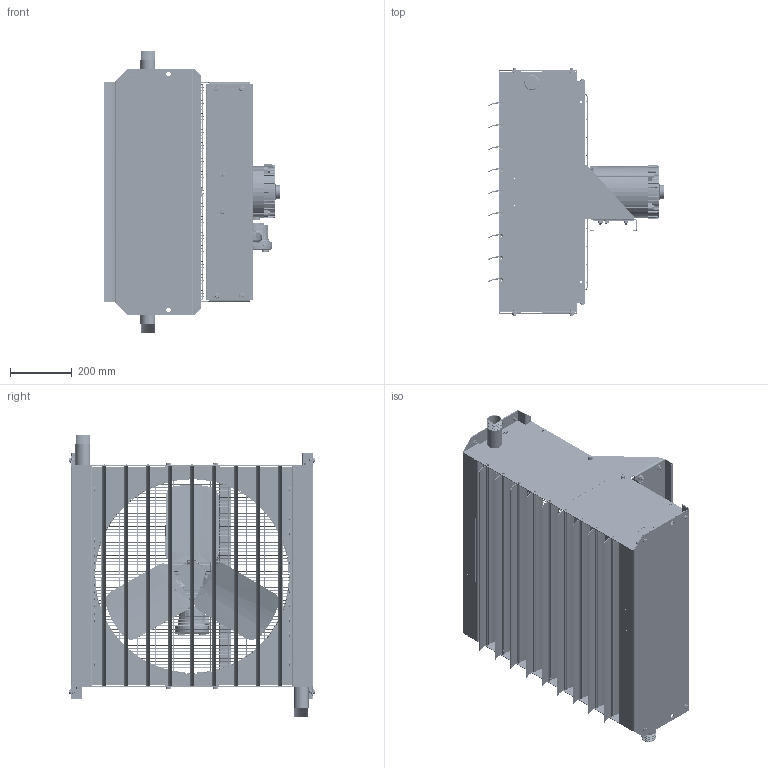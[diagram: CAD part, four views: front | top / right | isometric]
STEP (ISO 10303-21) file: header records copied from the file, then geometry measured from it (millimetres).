
FILE_DESCRIPTION (( 'STEP AP214' ), '1' );
FILE_NAME ('HHP2-24-GA.STEP', '2018-02-13T21:23:57', ( 'jose' ), ( 'Microsoft' ), 'SwSTEP 2.0', 'SolidWorks 2018', '' );
FILE_SCHEMA (( 'AUTOMOTIVE_DESIGN' ));
Length unit declared in the file: inch
Products named in the file (1): HHP2-24-GA
Bounding box: 572.61 x 799.16 x 911.23 mm (x, y, z)
Surface area: 6253290.5 mm2 (no closed solid volume)
Topology: 0 solids, 545 shells, 3591 faces, 11549 edges, 8088 vertices
Faces by surface type: cylinder 1373, plane 978, cone 574, torus 568, bspline 92, sphere 6
Entity records: 189996 total; most frequent: CARTESIAN_POINT 43910, DIRECTION 21831, ORIENTED_EDGE 17681, EDGE_CURVE 11549, AXIS2_PLACEMENT_3D 8782, VERTEX_POINT 8088, CIRCLE 5282, LINE 4267
